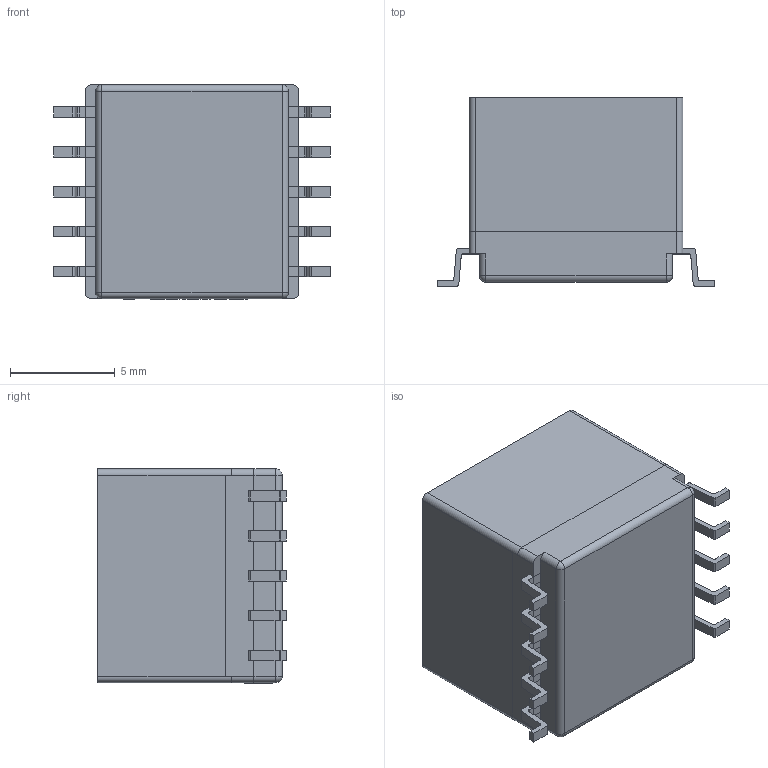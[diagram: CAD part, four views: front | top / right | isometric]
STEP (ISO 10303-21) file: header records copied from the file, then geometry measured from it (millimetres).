
FILE_DESCRIPTION(/* description */ (''),/* implementation_level */ '2;1');
FILE_NAME(/* name */ '55230969-2.stp',/* time_stamp */ '2024-03-26T14:55:44+01:00',/* author */ ('mt'),/* organization */ (''),/* preprocessor_version */ 'ST-DEVELOPER v20',/* originating_system */ 'Autodesk Inventor 2024',/* authorisation */ '');
FILE_SCHEMA (('CONFIG_CONTROL_DESIGN'));
Length unit declared in the file: millimetre
Products named in the file (1): 55230969-2
Bounding box: 13.2 x 9 x 10.22 mm (x, y, z)
Volume: 910.6 mm3; surface area: 970.6 mm2
Topology: 22 solids, 22 shells, 337 faces, 853 edges, 562 vertices
Faces by surface type: plane 234, cylinder 59, bspline 40, sphere 4
Full cylindrical faces by diameter (mm): 0.5 x1
Entity records: 10309 total; most frequent: CARTESIAN_POINT 2273, ORIENTED_EDGE 1706, DIRECTION 1487, EDGE_CURVE 853, LINE 655, VECTOR 655, VERTEX_POINT 562, AXIS2_PLACEMENT_3D 416
